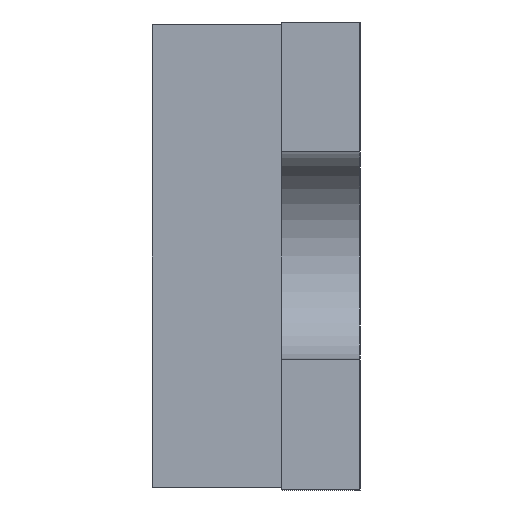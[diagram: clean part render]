
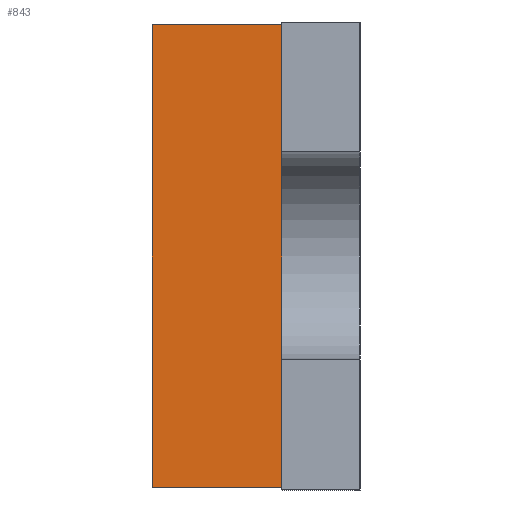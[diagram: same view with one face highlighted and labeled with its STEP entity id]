
A CAD part, left-side view. The second image highlights one B-rep face of the part: STEP entity #843.
In plain terms, the highlighted planar face has unit normal (-1, 0, 0).
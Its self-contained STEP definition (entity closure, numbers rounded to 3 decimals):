
#9 = DIRECTION ( 'NONE',  ( 0., 0., 1. ) ) ;
#33 = CARTESIAN_POINT ( 'NONE',  ( -0.575, 0.15, 0.445 ) ) ;
#35 = CARTESIAN_POINT ( 'NONE',  ( -0.575, 0.4, -0.445 ) ) ;
#75 = ORIENTED_EDGE ( 'NONE', *, *, #152, .F. ) ;
#78 = EDGE_LOOP ( 'NONE', ( #101, #75, #456, #460 ) ) ;
#81 = VERTEX_POINT ( 'NONE', #35 ) ;
#87 = VERTEX_POINT ( 'NONE', #33 ) ;
#101 = ORIENTED_EDGE ( 'NONE', *, *, #128, .T. ) ;
#128 = EDGE_CURVE ( 'NONE', #478, #87, #599, .T. ) ;
#152 = EDGE_CURVE ( 'NONE', #401, #87, #625, .T. ) ;
#153 = EDGE_CURVE ( 'NONE', #81, #401, #582, .T. ) ;
#154 = EDGE_CURVE ( 'NONE', #81, #478, #660, .T. ) ;
#187 = DIRECTION ( 'NONE',  ( 0., -1., 0. ) ) ;
#188 = DIRECTION ( 'NONE',  ( 0., -1., 0. ) ) ;
#190 = DIRECTION ( 'NONE',  ( 0., 0., 1. ) ) ;
#191 = CARTESIAN_POINT ( 'NONE',  ( -0.575, 0.4, -0.445 ) ) ;
#205 = CARTESIAN_POINT ( 'NONE',  ( -0.575, 0.4, 0.445 ) ) ;
#218 = CARTESIAN_POINT ( 'NONE',  ( -0.575, 0.4, 0.445 ) ) ;
#249 = CARTESIAN_POINT ( 'NONE',  ( -0.575, 0.15, -0.445 ) ) ;
#284 = AXIS2_PLACEMENT_3D ( 'NONE', #354, #355, #356 ) ;
#341 = PLANE ( 'NONE',  #284 ) ;
#354 = CARTESIAN_POINT ( 'NONE',  ( -0.575, 0.4, 0.445 ) ) ;
#355 = DIRECTION ( 'NONE',  ( 1., 0., 0. ) ) ;
#356 = DIRECTION ( 'NONE',  ( 0., 0., -1. ) ) ;
#401 = VERTEX_POINT ( 'NONE', #218 ) ;
#456 = ORIENTED_EDGE ( 'NONE', *, *, #153, .F. ) ;
#460 = ORIENTED_EDGE ( 'NONE', *, *, #154, .T. ) ;
#478 = VERTEX_POINT ( 'NONE', #249 ) ;
#537 = FACE_OUTER_BOUND ( 'NONE', #78, .T. ) ;
#582 = LINE ( 'NONE', #205, #608 ) ;
#590 = VECTOR ( 'NONE', #187, 1000. ) ;
#599 = LINE ( 'NONE', #848, #637 ) ;
#600 = VECTOR ( 'NONE', #188, 1000. ) ;
#608 = VECTOR ( 'NONE', #190, 1000. ) ;
#625 = LINE ( 'NONE', #830, #590 ) ;
#637 = VECTOR ( 'NONE', #9, 1000. ) ;
#660 = LINE ( 'NONE', #191, #600 ) ;
#830 = CARTESIAN_POINT ( 'NONE',  ( -0.575, 0.4, 0.445 ) ) ;
#843 = ADVANCED_FACE ( 'NONE', ( #537 ), #341, .F. ) ;
#848 = CARTESIAN_POINT ( 'NONE',  ( -0.575, 0.15, 0.445 ) ) ;
